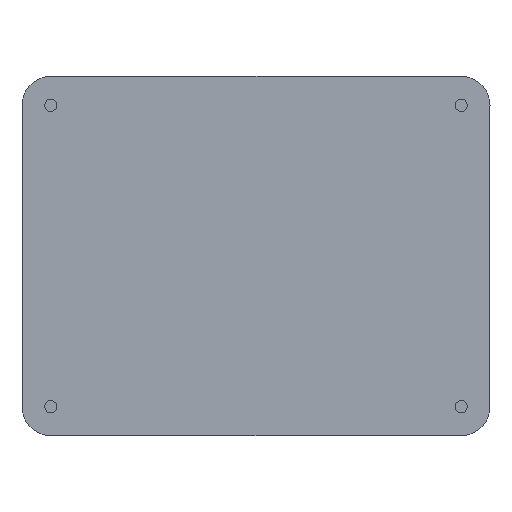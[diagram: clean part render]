
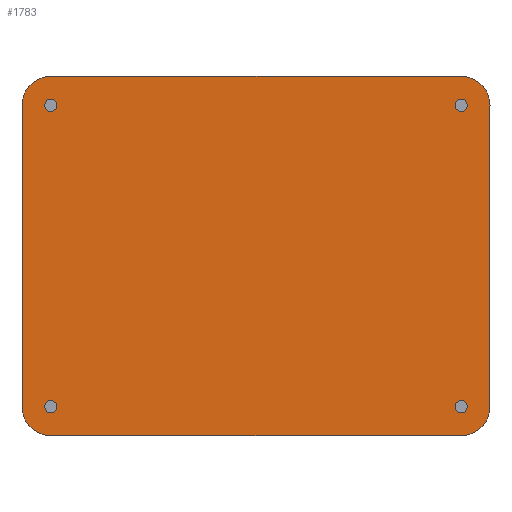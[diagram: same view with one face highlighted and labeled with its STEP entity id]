
A CAD part, front view. The second image highlights one B-rep face of the part: STEP entity #1783.
In plain terms, the highlighted planar face has unit normal (0, -1, 0).
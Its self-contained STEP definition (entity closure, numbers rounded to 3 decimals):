
#77=FACE_BOUND('',#386,.T.);
#78=FACE_BOUND('',#387,.T.);
#79=FACE_BOUND('',#388,.T.);
#80=FACE_BOUND('',#389,.T.);
#161=CIRCLE('',#1952,1.125);
#163=CIRCLE('',#1955,1.125);
#165=CIRCLE('',#1958,1.125);
#167=CIRCLE('',#1961,1.125);
#176=CIRCLE('',#1979,5.3);
#178=CIRCLE('',#1983,5.3);
#180=CIRCLE('',#1987,5.3);
#182=CIRCLE('',#1991,5.3);
#278=FACE_OUTER_BOUND('',#385,.T.);
#385=EDGE_LOOP('',(#1599,#1600,#1601,#1602,#1603,#1604,#1605,#1606));
#386=EDGE_LOOP('',(#1607));
#387=EDGE_LOOP('',(#1608));
#388=EDGE_LOOP('',(#1609));
#389=EDGE_LOOP('',(#1610));
#540=LINE('',#3024,#697);
#544=LINE('',#3036,#701);
#548=LINE('',#3048,#705);
#552=LINE('',#3058,#709);
#697=VECTOR('',#2501,10.);
#701=VECTOR('',#2513,10.);
#705=VECTOR('',#2525,10.);
#709=VECTOR('',#2537,10.);
#846=VERTEX_POINT('',#2958);
#848=VERTEX_POINT('',#2964);
#850=VERTEX_POINT('',#2970);
#852=VERTEX_POINT('',#2976);
#863=VERTEX_POINT('',#3015);
#864=VERTEX_POINT('',#3017);
#866=VERTEX_POINT('',#3023);
#868=VERTEX_POINT('',#3029);
#870=VERTEX_POINT('',#3035);
#872=VERTEX_POINT('',#3041);
#874=VERTEX_POINT('',#3047);
#876=VERTEX_POINT('',#3053);
#1080=EDGE_CURVE('',#846,#846,#161,.T.);
#1083=EDGE_CURVE('',#848,#848,#163,.T.);
#1086=EDGE_CURVE('',#850,#850,#165,.T.);
#1089=EDGE_CURVE('',#852,#852,#167,.T.);
#1109=EDGE_CURVE('',#864,#863,#176,.T.);
#1112=EDGE_CURVE('',#866,#864,#540,.T.);
#1115=EDGE_CURVE('',#868,#866,#178,.T.);
#1118=EDGE_CURVE('',#870,#868,#544,.T.);
#1121=EDGE_CURVE('',#872,#870,#180,.T.);
#1124=EDGE_CURVE('',#874,#872,#548,.T.);
#1127=EDGE_CURVE('',#876,#874,#182,.T.);
#1130=EDGE_CURVE('',#863,#876,#552,.T.);
#1599=ORIENTED_EDGE('',*,*,#1130,.T.);
#1600=ORIENTED_EDGE('',*,*,#1127,.T.);
#1601=ORIENTED_EDGE('',*,*,#1124,.T.);
#1602=ORIENTED_EDGE('',*,*,#1121,.T.);
#1603=ORIENTED_EDGE('',*,*,#1118,.T.);
#1604=ORIENTED_EDGE('',*,*,#1115,.T.);
#1605=ORIENTED_EDGE('',*,*,#1112,.T.);
#1606=ORIENTED_EDGE('',*,*,#1109,.T.);
#1607=ORIENTED_EDGE('',*,*,#1089,.T.);
#1608=ORIENTED_EDGE('',*,*,#1086,.T.);
#1609=ORIENTED_EDGE('',*,*,#1083,.T.);
#1610=ORIENTED_EDGE('',*,*,#1080,.T.);
#1686=PLANE('',#1993);
#1783=ADVANCED_FACE('',(#278,#77,#78,#79,#80),#1686,.T.);
#1952=AXIS2_PLACEMENT_3D('',#2959,#2427,#2428);
#1955=AXIS2_PLACEMENT_3D('',#2965,#2434,#2435);
#1958=AXIS2_PLACEMENT_3D('',#2971,#2441,#2442);
#1961=AXIS2_PLACEMENT_3D('',#2977,#2448,#2449);
#1979=AXIS2_PLACEMENT_3D('',#3018,#2495,#2496);
#1983=AXIS2_PLACEMENT_3D('',#3030,#2507,#2508);
#1987=AXIS2_PLACEMENT_3D('',#3042,#2519,#2520);
#1991=AXIS2_PLACEMENT_3D('',#3054,#2531,#2532);
#1993=AXIS2_PLACEMENT_3D('',#3059,#2538,#2539);
#2427=DIRECTION('center_axis',(0.,1.,0.));
#2428=DIRECTION('ref_axis',(1.,0.,0.));
#2434=DIRECTION('center_axis',(0.,1.,0.));
#2435=DIRECTION('ref_axis',(1.,0.,0.));
#2441=DIRECTION('center_axis',(0.,1.,0.));
#2442=DIRECTION('ref_axis',(1.,0.,0.));
#2448=DIRECTION('center_axis',(0.,1.,0.));
#2449=DIRECTION('ref_axis',(1.,0.,0.));
#2495=DIRECTION('center_axis',(0.,-1.,0.));
#2496=DIRECTION('ref_axis',(-1.,0.,0.));
#2501=DIRECTION('',(0.,0.,-1.));
#2507=DIRECTION('center_axis',(0.,-1.,0.));
#2508=DIRECTION('ref_axis',(0.,0.,1.));
#2513=DIRECTION('',(-1.,0.,0.));
#2519=DIRECTION('center_axis',(0.,-1.,0.));
#2520=DIRECTION('ref_axis',(1.,0.,0.));
#2525=DIRECTION('',(0.,0.,1.));
#2531=DIRECTION('center_axis',(0.,-1.,0.));
#2532=DIRECTION('ref_axis',(0.,0.,-1.));
#2537=DIRECTION('',(1.,0.,0.));
#2538=DIRECTION('center_axis',(0.,-1.,0.));
#2539=DIRECTION('ref_axis',(1.,0.,0.));
#2958=CARTESIAN_POINT('',(36.575,-23.,-27.7));
#2959=CARTESIAN_POINT('Origin',(37.7,-23.,-27.7));
#2964=CARTESIAN_POINT('',(36.575,-23.,27.7));
#2965=CARTESIAN_POINT('Origin',(37.7,-23.,27.7));
#2970=CARTESIAN_POINT('',(-38.825,-23.,-27.7));
#2971=CARTESIAN_POINT('Origin',(-37.7,-23.,-27.7));
#2976=CARTESIAN_POINT('',(-38.825,-23.,27.7));
#2977=CARTESIAN_POINT('Origin',(-37.7,-23.,27.7));
#3015=CARTESIAN_POINT('',(-37.7,-23.,-33.));
#3017=CARTESIAN_POINT('',(-43.,-23.,-27.7));
#3018=CARTESIAN_POINT('Origin',(-37.7,-23.,-27.7));
#3023=CARTESIAN_POINT('',(-43.,-23.,27.7));
#3024=CARTESIAN_POINT('',(-43.,-23.,27.7));
#3029=CARTESIAN_POINT('',(-37.7,-23.,33.));
#3030=CARTESIAN_POINT('Origin',(-37.7,-23.,27.7));
#3035=CARTESIAN_POINT('',(37.7,-23.,33.));
#3036=CARTESIAN_POINT('',(37.7,-23.,33.));
#3041=CARTESIAN_POINT('',(43.,-23.,27.7));
#3042=CARTESIAN_POINT('Origin',(37.7,-23.,27.7));
#3047=CARTESIAN_POINT('',(43.,-23.,-27.7));
#3048=CARTESIAN_POINT('',(43.,-23.,-27.7));
#3053=CARTESIAN_POINT('',(37.7,-23.,-33.));
#3054=CARTESIAN_POINT('Origin',(37.7,-23.,-27.7));
#3058=CARTESIAN_POINT('',(-37.7,-23.,-33.));
#3059=CARTESIAN_POINT('Origin',(0.,-23.,0.));
